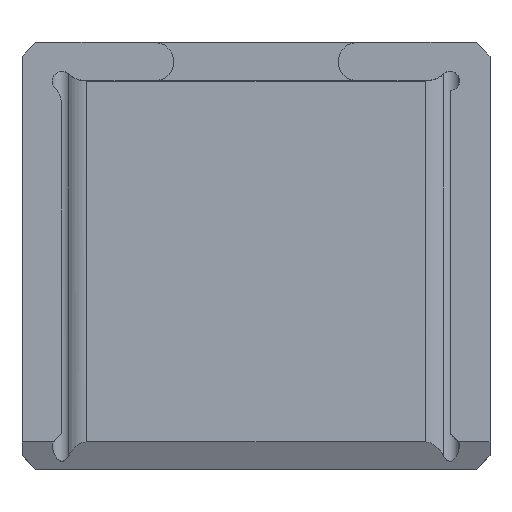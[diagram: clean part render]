
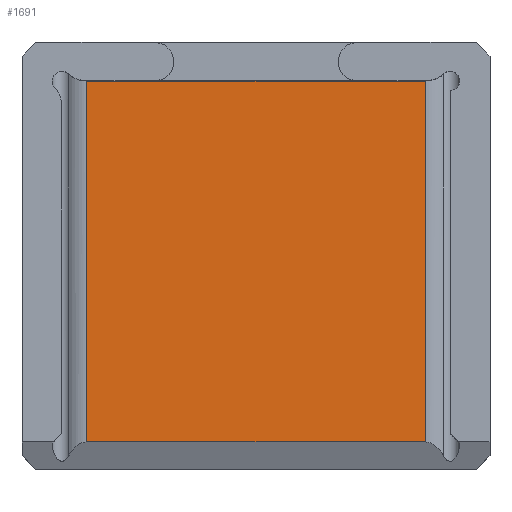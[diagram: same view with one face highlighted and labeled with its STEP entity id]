
A CAD part, top view. The second image highlights one B-rep face of the part: STEP entity #1691.
In plain terms, the highlighted planar face has unit normal (0, 0, 1).
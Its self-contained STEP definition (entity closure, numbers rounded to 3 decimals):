
#97=PLANE('',#1800);
#181=FACE_OUTER_BOUND('',#272,.T.);
#272=EDGE_LOOP('',(#1449,#1450,#1451,#1452));
#396=LINE('',#3019,#546);
#414=LINE('',#3067,#564);
#425=LINE('',#3144,#575);
#426=LINE('',#3146,#576);
#546=VECTOR('',#1995,10.);
#564=VECTOR('',#2035,10.);
#575=VECTOR('',#2094,10.);
#576=VECTOR('',#2097,10.);
#785=VERTEX_POINT('',#3016);
#786=VERTEX_POINT('',#3018);
#805=VERTEX_POINT('',#3066);
#821=VERTEX_POINT('',#3142);
#1008=EDGE_CURVE('',#786,#785,#396,.T.);
#1032=EDGE_CURVE('',#786,#805,#414,.T.);
#1060=EDGE_CURVE('',#821,#785,#425,.T.);
#1061=EDGE_CURVE('',#821,#805,#426,.T.);
#1449=ORIENTED_EDGE('',*,*,#1032,.F.);
#1450=ORIENTED_EDGE('',*,*,#1008,.T.);
#1451=ORIENTED_EDGE('',*,*,#1060,.F.);
#1452=ORIENTED_EDGE('',*,*,#1061,.T.);
#1691=ADVANCED_FACE('',(#181),#97,.T.);
#1800=AXIS2_PLACEMENT_3D('',#3145,#2095,#2096);
#1995=DIRECTION('',(1.,0.,0.));
#2035=DIRECTION('',(0.,1.,0.));
#2094=DIRECTION('',(0.,-1.,0.));
#2095=DIRECTION('center_axis',(0.,0.,1.));
#2096=DIRECTION('ref_axis',(1.,0.,0.));
#2097=DIRECTION('',(-1.,0.,0.));
#3016=CARTESIAN_POINT('',(6.168,-6.075,3.5));
#3018=CARTESIAN_POINT('',(-6.168,-6.075,3.5));
#3019=CARTESIAN_POINT('',(-8.163,-6.075,3.5));
#3066=CARTESIAN_POINT('',(-6.168,7.075,3.5));
#3067=CARTESIAN_POINT('',(-6.168,-7.075,3.5));
#3142=CARTESIAN_POINT('',(6.168,7.075,3.5));
#3144=CARTESIAN_POINT('',(6.168,-7.075,3.5));
#3145=CARTESIAN_POINT('Origin',(0.,0.,3.5));
#3146=CARTESIAN_POINT('',(7.075,7.075,3.5));
